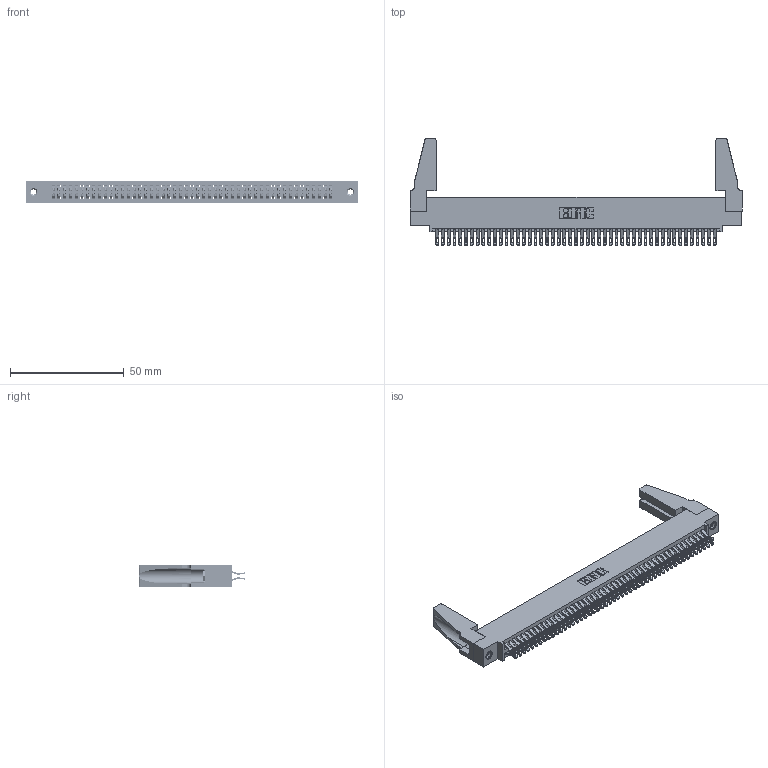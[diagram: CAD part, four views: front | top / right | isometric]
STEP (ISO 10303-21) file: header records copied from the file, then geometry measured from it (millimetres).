
FILE_DESCRIPTION (( 'STEP AP203' ), '1' );
FILE_NAME ('345-098-555-588.STEP', '2019-11-02T12:30:34', ( '' ), ( '' ), 'SwSTEP 2.0', 'SolidWorks 2016', '' );
FILE_SCHEMA (( 'CONFIG_CONTROL_DESIGN' ));
Length unit declared in the file: inch
Products named in the file (5): 345-220-078_345-220-088; 345-250-001_345-250-001-102; 345-098-555-588; 345 Part_0.110 Offset - 0.156 Dia-TH; 345-292-001_555 Tail
Assembly tree (103 placements, depth 2):
  345-098-555-588
    345 Part_0.110 Offset - 0.156 Dia-TH
    345-292-001_555 Tail  x98
    345-250-001_345-250-001-102  x2
    345-220-078_345-220-088  x2
Bounding box: 145.69 x 46.79 x 9.4 mm (x, y, z)
Volume: 17681.2 mm3; surface area: 25667.3 mm2
Topology: 103 solids, 103 shells, 5742 faces, 18013 edges, 11998 vertices
Faces by surface type: plane 3194, cylinder 2532, cone 12, torus 4
Entity records: 40110 total; most frequent: CARTESIAN_POINT 6748, ORIENTED_EDGE 6612, DIRECTION 5914, EDGE_CURVE 3306, VECTOR 2916, LINE 2916, VERTEX_POINT 2198, AXIS2_PLACEMENT_3D 1499
